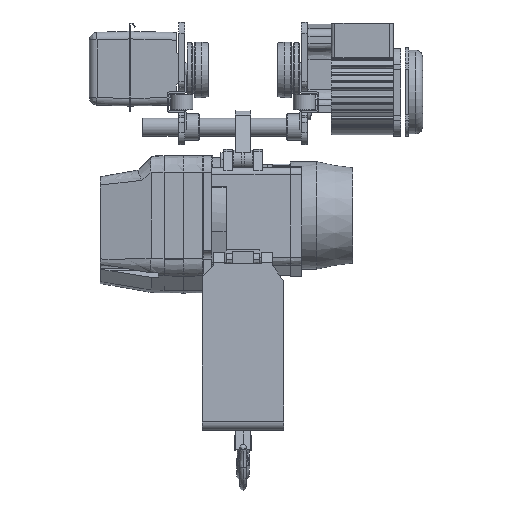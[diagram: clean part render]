
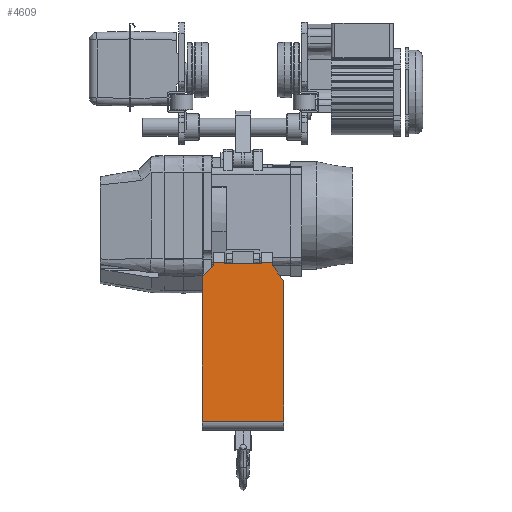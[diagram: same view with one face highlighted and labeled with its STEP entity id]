
A CAD part, left-side view. The second image highlights one B-rep face of the part: STEP entity #4609.
In plain terms, the highlighted face is planar.
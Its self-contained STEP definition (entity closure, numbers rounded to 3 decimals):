
#4609=ADVANCED_FACE('',(#9206),#9207,.T.);
#9206=FACE_OUTER_BOUND('',#23084,.T.);
#9207=PLANE('',#23085);
#23084=EDGE_LOOP('',(#35135,#35136,#35137,#35138,#35139,#35140,#35141,#35142,#35143,#35144,#35145,#35146));
#23085=AXIS2_PLACEMENT_3D('',#35147,#35148,#35149);
#35135=ORIENTED_EDGE('',*,*,#38432,.F.);
#35136=ORIENTED_EDGE('',*,*,#41821,.T.);
#35137=ORIENTED_EDGE('',*,*,#37186,.T.);
#35138=ORIENTED_EDGE('',*,*,#40991,.T.);
#35139=ORIENTED_EDGE('',*,*,#41471,.T.);
#35140=ORIENTED_EDGE('',*,*,#39114,.T.);
#35141=ORIENTED_EDGE('',*,*,#40226,.T.);
#35142=ORIENTED_EDGE('',*,*,#40932,.F.);
#35143=ORIENTED_EDGE('',*,*,#40813,.F.);
#35144=ORIENTED_EDGE('',*,*,#40930,.F.);
#35145=ORIENTED_EDGE('',*,*,#40866,.F.);
#35146=ORIENTED_EDGE('',*,*,#41473,.F.);
#35147=CARTESIAN_POINT('',(83.677,-330.215,-70.));
#35148=DIRECTION('',(0.999,0.052,0.));
#35149=DIRECTION('',(-0.052,0.999,0.));
#37186=EDGE_CURVE('',#42480,#42481,#42482,.T.);
#38432=EDGE_CURVE('',#44647,#44649,#44650,.T.);
#39114=EDGE_CURVE('',#45746,#45744,#45747,.T.);
#40226=EDGE_CURVE('',#45744,#47410,#47412,.T.);
#40813=EDGE_CURVE('',#48211,#48213,#48214,.T.);
#40866=EDGE_CURVE('',#48284,#48286,#48287,.T.);
#40930=EDGE_CURVE('',#48286,#48211,#48370,.T.);
#40932=EDGE_CURVE('',#48213,#47410,#48372,.T.);
#40991=EDGE_CURVE('',#42481,#48445,#48446,.T.);
#41471=EDGE_CURVE('',#48445,#45746,#49032,.T.);
#41473=EDGE_CURVE('',#44649,#48284,#49034,.T.);
#41821=EDGE_CURVE('',#44647,#42480,#49418,.T.);
#42480=VERTEX_POINT('',#50464);
#42481=VERTEX_POINT('',#50465);
#42482=LINE('',#50466,#50467);
#44647=VERTEX_POINT('',#54666);
#44649=VERTEX_POINT('',#54668);
#44650=LINE('',#54669,#54670);
#45744=VERTEX_POINT('',#56760);
#45746=VERTEX_POINT('',#56763);
#45747=LINE('',#56764,#56765);
#47410=VERTEX_POINT('',#59555);
#47412=LINE('',#59558,#59559);
#48211=VERTEX_POINT('',#61082);
#48213=VERTEX_POINT('',#61085);
#48214=LINE('',#61086,#61087);
#48284=VERTEX_POINT('',#61293);
#48286=VERTEX_POINT('',#61296);
#48287=LINE('',#61297,#61298);
#48370=LINE('',#61421,#61422);
#48372=LINE('',#61424,#61425);
#48445=VERTEX_POINT('',#61607);
#48446=LINE('',#61608,#61609);
#49032=LINE('',#62664,#62665);
#49034=LINE('',#62667,#62668);
#49418=LINE('',#63389,#63390);
#50464=CARTESIAN_POINT('',(83.677,-330.215,-70.));
#50465=CARTESIAN_POINT('',(71.124,-90.7,-70.));
#50466=CARTESIAN_POINT('',(83.677,-330.215,-70.));
#50467=VECTOR('',#64086,1.);
#54666=CARTESIAN_POINT('',(83.677,-330.215,70.));
#54668=CARTESIAN_POINT('',(70.732,-83.202,70.));
#54669=CARTESIAN_POINT('',(83.677,-330.215,70.));
#54670=VECTOR('',#65529,1.);
#56760=CARTESIAN_POINT('',(69.417,-58.117,-31.));
#56763=CARTESIAN_POINT('',(69.417,-58.117,-51.));
#56764=CARTESIAN_POINT('',(69.417,-58.117,-51.));
#56765=VECTOR('',#66227,1.);
#59555=CARTESIAN_POINT('',(69.552,-60.7,-31.));
#59558=CARTESIAN_POINT('',(69.417,-58.117,-31.));
#59559=VECTOR('',#67461,1.);
#61082=CARTESIAN_POINT('',(69.417,-58.117,31.));
#61085=CARTESIAN_POINT('',(69.552,-60.7,31.));
#61086=CARTESIAN_POINT('',(69.417,-58.117,31.));
#61087=VECTOR('',#68051,1.);
#61293=CARTESIAN_POINT('',(69.741,-64.3,51.));
#61296=CARTESIAN_POINT('',(69.417,-58.117,51.));
#61297=CARTESIAN_POINT('',(69.741,-64.3,51.));
#61298=VECTOR('',#68094,1.);
#61421=CARTESIAN_POINT('',(69.417,-58.117,51.));
#61422=VECTOR('',#68155,1.);
#61424=CARTESIAN_POINT('',(69.552,-60.7,31.));
#61425=VECTOR('',#68156,1.);
#61607=CARTESIAN_POINT('',(69.741,-64.299,-51.));
#61608=CARTESIAN_POINT('',(71.124,-90.7,-70.));
#61609=VECTOR('',#68199,1.);
#62664=CARTESIAN_POINT('',(69.741,-64.299,-51.));
#62665=VECTOR('',#68626,1.);
#62667=CARTESIAN_POINT('',(70.732,-83.202,70.));
#62668=VECTOR('',#68627,1.);
#63389=CARTESIAN_POINT('',(83.677,-330.215,70.));
#63390=VECTOR('',#68856,1.);
#64086=DIRECTION('',(-0.052,0.999,0.));
#65529=DIRECTION('',(-0.052,0.999,0.));
#66227=DIRECTION('',(0.,0.,1.));
#67461=DIRECTION('',(0.052,-0.999,0.));
#68051=DIRECTION('',(0.052,-0.999,0.));
#68094=DIRECTION('',(-0.052,0.999,0.));
#68155=DIRECTION('',(0.,0.,-1.));
#68156=DIRECTION('',(0.,0.,-1.));
#68199=DIRECTION('',(-0.042,0.811,0.584));
#68626=DIRECTION('',(-0.052,0.999,0.));
#68627=DIRECTION('',(-0.037,0.705,-0.708));
#68856=DIRECTION('',(0.,0.,-1.));
